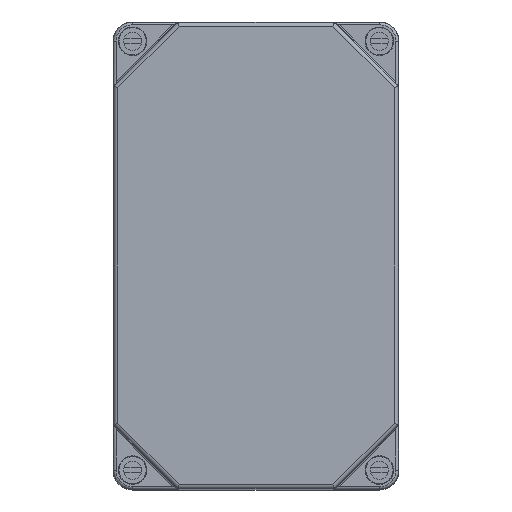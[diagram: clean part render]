
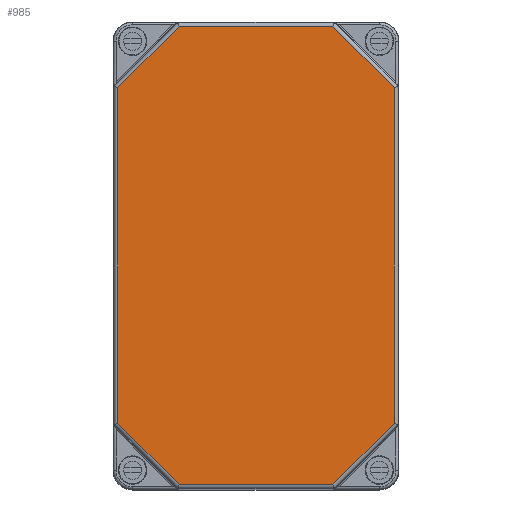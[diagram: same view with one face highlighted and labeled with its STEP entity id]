
A CAD part, top view. The second image highlights one B-rep face of the part: STEP entity #985.
In plain terms, the highlighted planar face has unit normal (0, 0, 1).
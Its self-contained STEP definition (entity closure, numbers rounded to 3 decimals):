
#985 = ADVANCED_FACE( '', ( #2381 ), #2382, .T. );
#2381 = FACE_OUTER_BOUND( '', #4298, .T. );
#2382 = PLANE( '', #4299 );
#4298 = EDGE_LOOP( '', ( #6970, #6971, #6972, #6973, #6974, #6975, #6976, #6977 ) );
#4299 = AXIS2_PLACEMENT_3D( '', #6978, #6979, #6980 );
#6970 = ORIENTED_EDGE( '', *, *, #11694, .T. );
#6971 = ORIENTED_EDGE( '', *, *, #11291, .F. );
#6972 = ORIENTED_EDGE( '', *, *, #11695, .T. );
#6973 = ORIENTED_EDGE( '', *, *, #11696, .F. );
#6974 = ORIENTED_EDGE( '', *, *, #11697, .T. );
#6975 = ORIENTED_EDGE( '', *, *, #11698, .T. );
#6976 = ORIENTED_EDGE( '', *, *, #11330, .T. );
#6977 = ORIENTED_EDGE( '', *, *, #11699, .T. );
#6978 = CARTESIAN_POINT( '', ( 0., 0., 92.5 ) );
#6979 = DIRECTION( '', ( 0., 0., 1. ) );
#6980 = DIRECTION( '', ( 1., 0., 0. ) );
#11291 = EDGE_CURVE( '', #13559, #13561, #13562, .T. );
#11330 = EDGE_CURVE( '', #13628, #13629, #13630, .T. );
#11694 = EDGE_CURVE( '', #14238, #13561, #14239, .T. );
#11695 = EDGE_CURVE( '', #13559, #14240, #14241, .T. );
#11696 = EDGE_CURVE( '', #14242, #14240, #14243, .T. );
#11697 = EDGE_CURVE( '', #14242, #14244, #14245, .T. );
#11698 = EDGE_CURVE( '', #14244, #13628, #14246, .T. );
#11699 = EDGE_CURVE( '', #13629, #14238, #14247, .T. );
#13559 = VERTEX_POINT( '', #16746 );
#13561 = VERTEX_POINT( '', #16748 );
#13562 = LINE( '', #16749, #16750 );
#13628 = VERTEX_POINT( '', #16839 );
#13629 = VERTEX_POINT( '', #16840 );
#13630 = LINE( '', #16841, #16842 );
#14238 = VERTEX_POINT( '', #17701 );
#14239 = LINE( '', #17702, #17703 );
#14240 = VERTEX_POINT( '', #17704 );
#14241 = LINE( '', #17705, #17706 );
#14242 = VERTEX_POINT( '', #17707 );
#14243 = LINE( '', #17708, #17709 );
#14244 = VERTEX_POINT( '', #17710 );
#14245 = LINE( '', #17711, #17712 );
#14246 = LINE( '', #17713, #17714 );
#14247 = LINE( '', #17715, #17716 );
#16746 = CARTESIAN_POINT( '', ( 29.546, -88.182, 92.5 ) );
#16748 = CARTESIAN_POINT( '', ( -29.546, -88.182, 92.5 ) );
#16749 = CARTESIAN_POINT( '', ( 100., -88.182, 92.5 ) );
#16750 = VECTOR( '', #20627, 1000. );
#16839 = CARTESIAN_POINT( '', ( -29.546, 88.182, 92.5 ) );
#16840 = CARTESIAN_POINT( '', ( -53.182, 64.546, 92.5 ) );
#16841 = CARTESIAN_POINT( '', ( -23.686, 94.042, 92.5 ) );
#16842 = VECTOR( '', #20676, 1000. );
#17701 = CARTESIAN_POINT( '', ( -53.182, -64.546, 92.5 ) );
#17702 = CARTESIAN_POINT( '', ( -59.042, -58.686, 92.5 ) );
#17703 = VECTOR( '', #21128, 1000. );
#17704 = CARTESIAN_POINT( '', ( 53.182, -64.546, 92.5 ) );
#17705 = CARTESIAN_POINT( '', ( 23.686, -94.042, 92.5 ) );
#17706 = VECTOR( '', #21129, 1000. );
#17707 = CARTESIAN_POINT( '', ( 53.182, 64.546, 92.5 ) );
#17708 = CARTESIAN_POINT( '', ( 53.182, 150., 92.5 ) );
#17709 = VECTOR( '', #21130, 1000. );
#17710 = CARTESIAN_POINT( '', ( 29.546, 88.182, 92.5 ) );
#17711 = CARTESIAN_POINT( '', ( 59.042, 58.686, 92.5 ) );
#17712 = VECTOR( '', #21131, 1000. );
#17713 = CARTESIAN_POINT( '', ( 100., 88.182, 92.5 ) );
#17714 = VECTOR( '', #21132, 1000. );
#17715 = CARTESIAN_POINT( '', ( -53.182, 150., 92.5 ) );
#17716 = VECTOR( '', #21133, 1000. );
#20627 = DIRECTION( '', ( -1., 0., 0. ) );
#20676 = DIRECTION( '', ( -0.707, -0.707, 0. ) );
#21128 = DIRECTION( '', ( 0.707, -0.707, 0. ) );
#21129 = DIRECTION( '', ( 0.707, 0.707, 0. ) );
#21130 = DIRECTION( '', ( 0., -1., 0. ) );
#21131 = DIRECTION( '', ( -0.707, 0.707, 0. ) );
#21132 = DIRECTION( '', ( -1., 0., 0. ) );
#21133 = DIRECTION( '', ( 0., -1., 0. ) );
